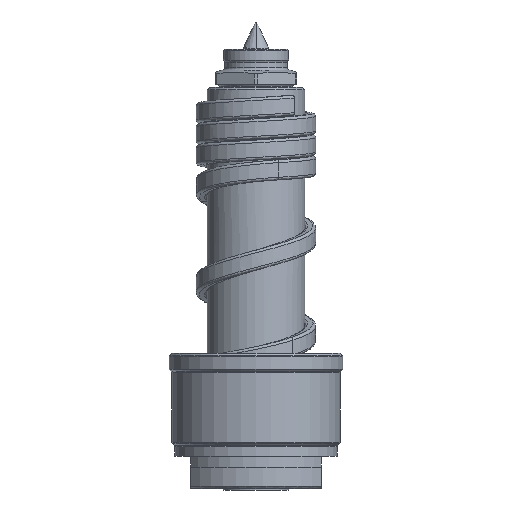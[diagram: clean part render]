
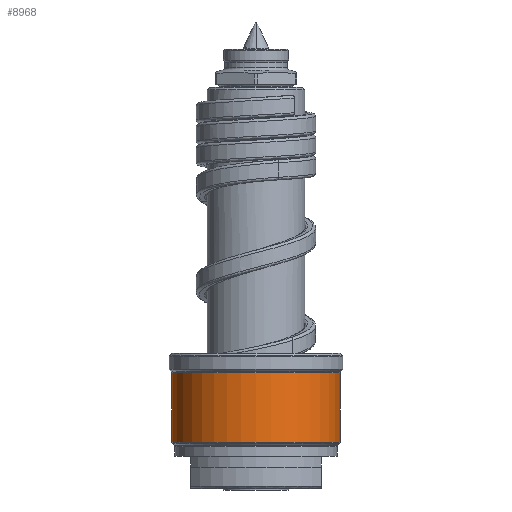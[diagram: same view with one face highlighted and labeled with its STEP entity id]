
A CAD part, front view. The second image highlights one B-rep face of the part: STEP entity #8968.
In plain terms, the highlighted cylindrical face has radius 15.5 mm (diameter 31 mm), a partial arc.
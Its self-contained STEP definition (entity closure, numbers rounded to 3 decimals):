
#1977=CARTESIAN_POINT('',(0.,0.,8.583));
#1978=DIRECTION('',(0.,0.,1.));
#1979=DIRECTION('',(-1.,0.,0.));
#1980=AXIS2_PLACEMENT_3D('',#1977,#1978,#1979);
#1982=DIRECTION('',(0.,0.,-1.));
#1983=VECTOR('',#1982,12.835);
#1984=CARTESIAN_POINT('',(-15.5,0.,21.417));
#1985=LINE('',#1984,#1983);
#1986=CARTESIAN_POINT('',(0.,0.,21.417));
#1987=DIRECTION('',(0.,0.,1.));
#1988=DIRECTION('',(-1.,0.,0.));
#1989=AXIS2_PLACEMENT_3D('',#1986,#1987,#1988);
#1991=DIRECTION('',(0.,0.,-1.));
#1992=VECTOR('',#1991,12.835);
#1993=CARTESIAN_POINT('',(15.5,0.,21.417));
#1994=LINE('',#1993,#1992);
#6163=CARTESIAN_POINT('',(15.5,0.,21.417));
#6164=CARTESIAN_POINT('',(-15.5,0.,21.417));
#6165=VERTEX_POINT('',#6163);
#6166=VERTEX_POINT('',#6164);
#6189=CARTESIAN_POINT('',(15.5,0.,8.583));
#6190=VERTEX_POINT('',#6189);
#6191=CARTESIAN_POINT('',(-15.5,0.,8.583));
#6192=VERTEX_POINT('',#6191);
#8956=CARTESIAN_POINT('',(0.,0.,7.15));
#8957=DIRECTION('',(0.,0.,1.));
#8958=DIRECTION('',(-1.,0.,0.));
#8959=AXIS2_PLACEMENT_3D('',#8956,#8957,#8958);
#8960=CYLINDRICAL_SURFACE('',#8959,15.5);
#8961=ORIENTED_EDGE('',*,*,#8928,.F.);
#8962=ORIENTED_EDGE('',*,*,#8946,.F.);
#8964=ORIENTED_EDGE('',*,*,#8963,.T.);
#8965=ORIENTED_EDGE('',*,*,#8942,.T.);
#8966=EDGE_LOOP('',(#8961,#8962,#8964,#8965));
#8967=FACE_OUTER_BOUND('',#8966,.F.);
#1981=CIRCLE('',#1980,15.5);
#1990=CIRCLE('',#1989,15.5);
#8928=EDGE_CURVE('',#6192,#6190,#1981,.T.);
#8942=EDGE_CURVE('',#6165,#6190,#1994,.T.);
#8946=EDGE_CURVE('',#6166,#6192,#1985,.T.);
#8963=EDGE_CURVE('',#6166,#6165,#1990,.T.);
#8968=ADVANCED_FACE('',(#8967),#8960,.T.);
